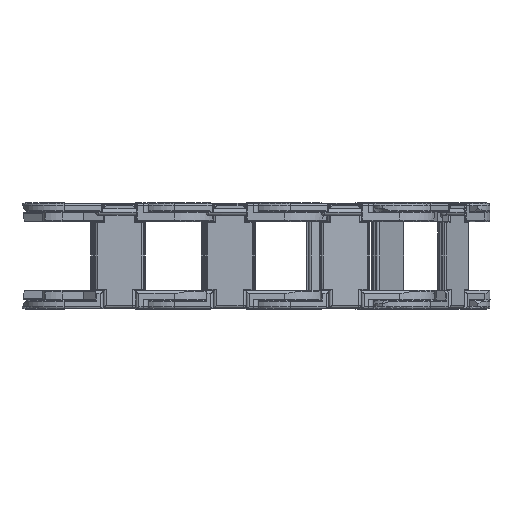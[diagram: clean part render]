
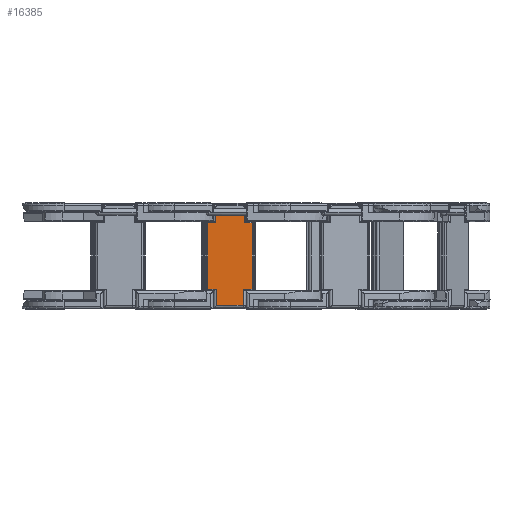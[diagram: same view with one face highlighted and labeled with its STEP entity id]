
A CAD part, front view. The second image highlights one B-rep face of the part: STEP entity #16385.
In plain terms, the highlighted planar face has unit normal (0, -1, 0).
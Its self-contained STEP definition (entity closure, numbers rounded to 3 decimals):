
#144 = VECTOR ( 'NONE', #7414, 1000. ) ;
#252 = VERTEX_POINT ( 'NONE', #5727 ) ;
#336 = CARTESIAN_POINT ( 'NONE',  ( 450.612, 93.451, 598.499 ) ) ;
#348 = CARTESIAN_POINT ( 'NONE',  ( 450.612, 93.451, 592.599 ) ) ;
#593 = ORIENTED_EDGE ( 'NONE', *, *, #11782, .F. ) ;
#1079 = VECTOR ( 'NONE', #7182, 1000. ) ;
#1137 = EDGE_CURVE ( 'NONE', #16315, #1806, #11922, .T. ) ;
#1254 = LINE ( 'NONE', #10402, #14805 ) ;
#1379 = VECTOR ( 'NONE', #9468, 1000. ) ;
#1523 = CARTESIAN_POINT ( 'NONE',  ( 453.855, 93.451, 568.601 ) ) ;
#1541 = EDGE_CURVE ( 'NONE', #8348, #12341, #7620, .T. ) ;
#1542 = CARTESIAN_POINT ( 'NONE',  ( 451.117, 93.451, 565.901 ) ) ;
#1806 = VERTEX_POINT ( 'NONE', #14864 ) ;
#2038 = EDGE_CURVE ( 'NONE', #252, #14371, #2431, .T. ) ;
#2283 = CARTESIAN_POINT ( 'NONE',  ( 437.679, 93.451, 556.871 ) ) ;
#2431 = LINE ( 'NONE', #8856, #17817 ) ;
#2670 = ORIENTED_EDGE ( 'NONE', *, *, #11071, .F. ) ;
#3138 = EDGE_CURVE ( 'NONE', #14371, #8348, #7935, .T. ) ;
#3285 = DIRECTION ( 'NONE',  ( 0., 0., 1. ) ) ;
#3383 = CARTESIAN_POINT ( 'NONE',  ( 450.612, 93.451, 569.349 ) ) ;
#3462 = DIRECTION ( 'NONE',  ( 1., 0., 0. ) ) ;
#3728 = CARTESIAN_POINT ( 'NONE',  ( 440.922, 93.451, 598.499 ) ) ;
#3754 = VERTEX_POINT ( 'NONE', #3728 ) ;
#4019 = EDGE_LOOP ( 'NONE', ( #11081, #14541, #593, #17532, #5329, #16567, #18575, #2670, #11450, #7523, #17313, #5971 ) ) ;
#4029 = EDGE_CURVE ( 'NONE', #1806, #3754, #13300, .T. ) ;
#4237 = VERTEX_POINT ( 'NONE', #9380 ) ;
#4330 = CARTESIAN_POINT ( 'NONE',  ( 440.417, 93.451, 565.901 ) ) ;
#4599 = CARTESIAN_POINT ( 'NONE',  ( 440.417, 93.451, 591.851 ) ) ;
#4659 = DIRECTION ( 'NONE',  ( -1., 0., 0. ) ) ;
#4665 = VECTOR ( 'NONE', #12264, 1000. ) ;
#5118 = EDGE_CURVE ( 'NONE', #3754, #9315, #1254, .T. ) ;
#5175 = DIRECTION ( 'NONE',  ( 0., 0., 1. ) ) ;
#5329 = ORIENTED_EDGE ( 'NONE', *, *, #1541, .F. ) ;
#5465 = AXIS2_PLACEMENT_3D ( 'NONE', #18353, #6894, #18483 ) ;
#5669 = CARTESIAN_POINT ( 'NONE',  ( 437.679, 93.451, 568.601 ) ) ;
#5677 = VECTOR ( 'NONE', #4659, 1000. ) ;
#5727 = CARTESIAN_POINT ( 'NONE',  ( 453.855, 93.451, 592.599 ) ) ;
#5971 = ORIENTED_EDGE ( 'NONE', *, *, #1137, .F. ) ;
#6546 = VECTOR ( 'NONE', #5175, 1000. ) ;
#6894 = DIRECTION ( 'NONE',  ( 0., 1., 0. ) ) ;
#7182 = DIRECTION ( 'NONE',  ( 0., 0., -1. ) ) ;
#7414 = DIRECTION ( 'NONE',  ( 1., 0., 0. ) ) ;
#7471 = DIRECTION ( 'NONE',  ( 0., 0., -1. ) ) ;
#7523 = ORIENTED_EDGE ( 'NONE', *, *, #5118, .F. ) ;
#7620 = LINE ( 'NONE', #14250, #1079 ) ;
#7789 = CARTESIAN_POINT ( 'NONE',  ( 425.879, 93.451, 565.901 ) ) ;
#7935 = LINE ( 'NONE', #14817, #5677 ) ;
#8000 = EDGE_CURVE ( 'NONE', #4237, #8102, #9970, .T. ) ;
#8102 = VERTEX_POINT ( 'NONE', #5669 ) ;
#8118 = LINE ( 'NONE', #2283, #6546 ) ;
#8348 = VERTEX_POINT ( 'NONE', #17076 ) ;
#8581 = EDGE_CURVE ( 'NONE', #9315, #16627, #18600, .T. ) ;
#8856 = CARTESIAN_POINT ( 'NONE',  ( 453.855, 93.451, 556.871 ) ) ;
#8961 = VECTOR ( 'NONE', #3285, 1000. ) ;
#9315 = VERTEX_POINT ( 'NONE', #336 ) ;
#9380 = CARTESIAN_POINT ( 'NONE',  ( 440.417, 93.451, 568.601 ) ) ;
#9468 = DIRECTION ( 'NONE',  ( -1., 0., 0. ) ) ;
#9540 = CARTESIAN_POINT ( 'NONE',  ( 437.679, 93.451, 592.599 ) ) ;
#9970 = LINE ( 'NONE', #13943, #1379 ) ;
#10074 = LINE ( 'NONE', #4599, #8961 ) ;
#10118 = CARTESIAN_POINT ( 'NONE',  ( 425.879, 93.451, 592.599 ) ) ;
#10402 = CARTESIAN_POINT ( 'NONE',  ( 425.879, 93.451, 598.499 ) ) ;
#10521 = LINE ( 'NONE', #7789, #4665 ) ;
#10623 = VECTOR ( 'NONE', #14927, 1000. ) ;
#10753 = VERTEX_POINT ( 'NONE', #4330 ) ;
#11071 = EDGE_CURVE ( 'NONE', #16627, #252, #16473, .T. ) ;
#11081 = ORIENTED_EDGE ( 'NONE', *, *, #18288, .F. ) ;
#11366 = CARTESIAN_POINT ( 'NONE',  ( 425.879, 93.451, 592.599 ) ) ;
#11450 = ORIENTED_EDGE ( 'NONE', *, *, #8581, .F. ) ;
#11782 = EDGE_CURVE ( 'NONE', #10753, #4237, #10074, .T. ) ;
#11922 = LINE ( 'NONE', #11366, #17397 ) ;
#12162 = VECTOR ( 'NONE', #18722, 1000. ) ;
#12264 = DIRECTION ( 'NONE',  ( -1., 0., 0. ) ) ;
#12341 = VERTEX_POINT ( 'NONE', #1542 ) ;
#12516 = EDGE_CURVE ( 'NONE', #12341, #10753, #10521, .T. ) ;
#13300 = LINE ( 'NONE', #16051, #12162 ) ;
#13943 = CARTESIAN_POINT ( 'NONE',  ( 425.879, 93.451, 568.601 ) ) ;
#14145 = DIRECTION ( 'NONE',  ( 1., 0., 0. ) ) ;
#14250 = CARTESIAN_POINT ( 'NONE',  ( 451.117, 93.451, 591.851 ) ) ;
#14371 = VERTEX_POINT ( 'NONE', #1523 ) ;
#14541 = ORIENTED_EDGE ( 'NONE', *, *, #8000, .F. ) ;
#14805 = VECTOR ( 'NONE', #3462, 1000. ) ;
#14817 = CARTESIAN_POINT ( 'NONE',  ( 425.879, 93.451, 568.601 ) ) ;
#14864 = CARTESIAN_POINT ( 'NONE',  ( 440.922, 93.451, 592.599 ) ) ;
#14927 = DIRECTION ( 'NONE',  ( 0., 0., -1. ) ) ;
#15549 = PLANE ( 'NONE',  #5465 ) ;
#16051 = CARTESIAN_POINT ( 'NONE',  ( 440.922, 93.451, 569.349 ) ) ;
#16315 = VERTEX_POINT ( 'NONE', #9540 ) ;
#16385 = ADVANCED_FACE ( 'NONE', ( #18624 ), #15549, .F. ) ;
#16473 = LINE ( 'NONE', #10118, #144 ) ;
#16567 = ORIENTED_EDGE ( 'NONE', *, *, #3138, .F. ) ;
#16627 = VERTEX_POINT ( 'NONE', #348 ) ;
#17076 = CARTESIAN_POINT ( 'NONE',  ( 451.117, 93.451, 568.601 ) ) ;
#17313 = ORIENTED_EDGE ( 'NONE', *, *, #4029, .F. ) ;
#17397 = VECTOR ( 'NONE', #14145, 1000. ) ;
#17532 = ORIENTED_EDGE ( 'NONE', *, *, #12516, .F. ) ;
#17817 = VECTOR ( 'NONE', #7471, 1000. ) ;
#18288 = EDGE_CURVE ( 'NONE', #8102, #16315, #8118, .T. ) ;
#18353 = CARTESIAN_POINT ( 'NONE',  ( 425.879, 93.451, 556.871 ) ) ;
#18483 = DIRECTION ( 'NONE',  ( 0., 0., 1. ) ) ;
#18575 = ORIENTED_EDGE ( 'NONE', *, *, #2038, .F. ) ;
#18600 = LINE ( 'NONE', #3383, #10623 ) ;
#18624 = FACE_OUTER_BOUND ( 'NONE', #4019, .T. ) ;
#18722 = DIRECTION ( 'NONE',  ( 0., 0., 1. ) ) ;
